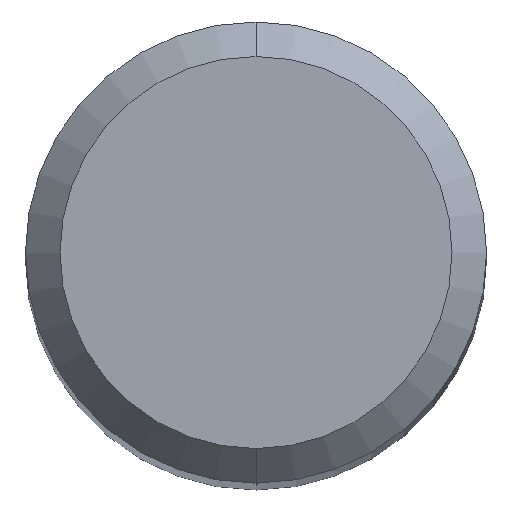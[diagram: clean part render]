
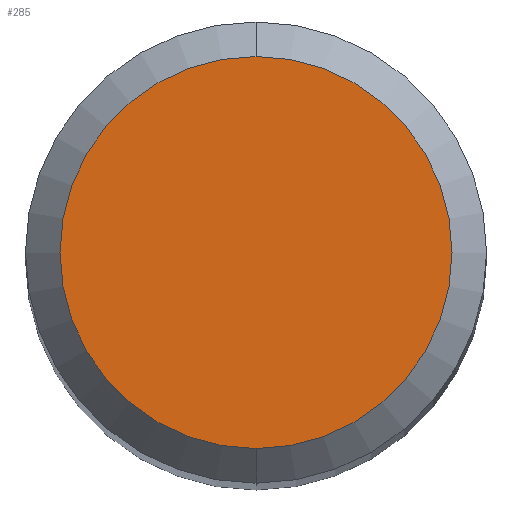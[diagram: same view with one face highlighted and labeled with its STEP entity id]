
A CAD part, top view. The second image highlights one B-rep face of the part: STEP entity #285.
In plain terms, the highlighted planar face has unit normal (0, 0, 1).
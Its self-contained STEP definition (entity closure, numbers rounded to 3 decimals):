
#251=VERTEX_POINT('',#573);
#281=VERTEX_POINT('',#604);
#285=ADVANCED_FACE('',(#608),#609,.T.);
#343=EDGE_CURVE('',#281,#251,#674,.T.);
#397=EDGE_CURVE('',#251,#281,#731,.T.);
#573=CARTESIAN_POINT('',(0.,-1.7,0.0));
#604=CARTESIAN_POINT('',(0.0,1.7,0.0));
#608=FACE_OUTER_BOUND('',#1063,.T.);
#609=PLANE('',#1064);
#674=CIRCLE('',#1232,1.7);
#731=CIRCLE('',#1355,1.7);
#1063=EDGE_LOOP('',(#1590,#1591));
#1064=AXIS2_PLACEMENT_3D('',#1592,#1593,#1594);
#1232=AXIS2_PLACEMENT_3D('',#1679,#1680,#1681);
#1355=AXIS2_PLACEMENT_3D('',#1720,#1721,#1722);
#1590=ORIENTED_EDGE('',*,*,#343,.F.);
#1591=ORIENTED_EDGE('',*,*,#397,.F.);
#1592=CARTESIAN_POINT('',(0.0,0.85,0.0));
#1593=DIRECTION('',(-0.0,0.0,1.0));
#1594=DIRECTION('',(0.0,-1.0,0.0));
#1679=CARTESIAN_POINT('',(0.0,0.0,0.0));
#1680=DIRECTION('',(0.0,0.0,-1.0));
#1681=DIRECTION('',(0.0,1.0,0.0));
#1720=CARTESIAN_POINT('',(0.0,0.0,0.0));
#1721=DIRECTION('',(0.0,0.0,-1.0));
#1722=DIRECTION('',(0.0,1.0,0.0));
